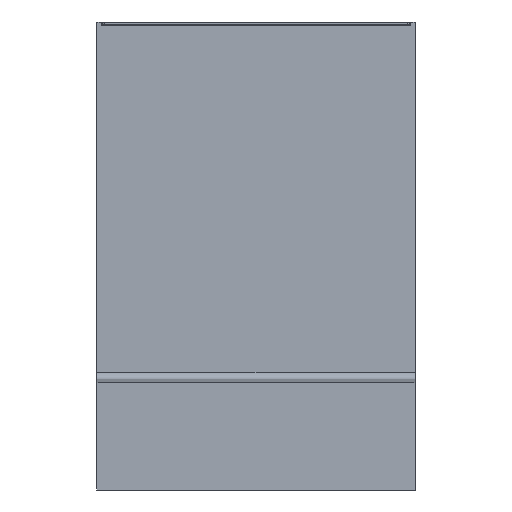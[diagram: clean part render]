
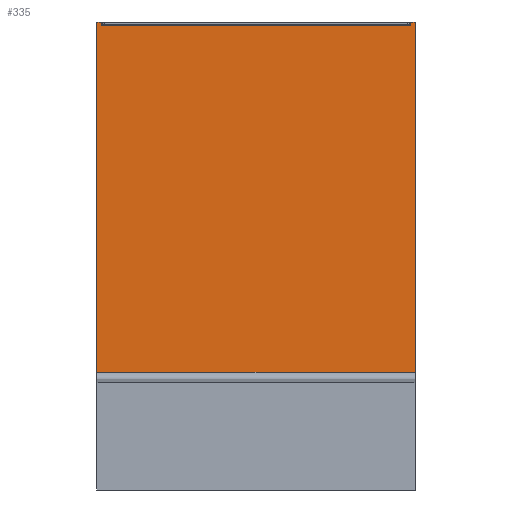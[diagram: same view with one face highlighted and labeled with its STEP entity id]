
A CAD part, front view. The second image highlights one B-rep face of the part: STEP entity #335.
In plain terms, the highlighted planar face has unit normal (0, -1, 0).
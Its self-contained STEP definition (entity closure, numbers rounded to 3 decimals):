
#9 = CARTESIAN_POINT ( 'NONE',  ( -90.2, 78.2, 244.98 ) ) ;
#15 = CARTESIAN_POINT ( 'NONE',  ( 90.2, 78.2, 36.597 ) ) ;
#68 = DIRECTION ( 'NONE',  ( 0., 0., 1. ) ) ;
#115 = CARTESIAN_POINT ( 'NONE',  ( -87.55, 78.2, 234.921 ) ) ;
#128 = ORIENTED_EDGE ( 'NONE', *, *, #167, .T. ) ;
#130 = VERTEX_POINT ( 'NONE', #15 ) ;
#143 = LINE ( 'NONE', #1021, #536 ) ;
#148 = CARTESIAN_POINT ( 'NONE',  ( -92.569, 78.2, 234.921 ) ) ;
#158 = DIRECTION ( 'NONE',  ( 0., 0., -1. ) ) ;
#167 = EDGE_CURVE ( 'NONE', #184, #1509, #778, .T. ) ;
#177 = ORIENTED_EDGE ( 'NONE', *, *, #521, .F. ) ;
#180 = CARTESIAN_POINT ( 'NONE',  ( -87.55, 78.2, 233.2 ) ) ;
#184 = VERTEX_POINT ( 'NONE', #115 ) ;
#191 = LINE ( 'NONE', #1458, #1203 ) ;
#230 = VERTEX_POINT ( 'NONE', #180 ) ;
#231 = DIRECTION ( 'NONE',  ( 0., 0., -1. ) ) ;
#235 = EDGE_LOOP ( 'NONE', ( #534, #1551, #704, #1482, #177, #532, #128, #1544 ) ) ;
#263 = CARTESIAN_POINT ( 'NONE',  ( 87.55, 78.2, 234.921 ) ) ;
#276 = VECTOR ( 'NONE', #158, 1000. ) ;
#288 = DIRECTION ( 'NONE',  ( 0., 0., 1. ) ) ;
#335 = ADVANCED_FACE ( 'NONE', ( #1326 ), #1454, .F. ) ;
#360 = CARTESIAN_POINT ( 'NONE',  ( 87.55, 78.2, 233.2 ) ) ;
#388 = LINE ( 'NONE', #892, #276 ) ;
#421 = EDGE_CURVE ( 'NONE', #654, #554, #462, .T. ) ;
#462 = LINE ( 'NONE', #578, #1336 ) ;
#521 = EDGE_CURVE ( 'NONE', #230, #554, #839, .T. ) ;
#532 = ORIENTED_EDGE ( 'NONE', *, *, #1330, .T. ) ;
#534 = ORIENTED_EDGE ( 'NONE', *, *, #698, .T. ) ;
#536 = VECTOR ( 'NONE', #651, 1000. ) ;
#554 = VERTEX_POINT ( 'NONE', #360 ) ;
#559 = VECTOR ( 'NONE', #600, 1000. ) ;
#578 = CARTESIAN_POINT ( 'NONE',  ( 87.55, 78.2, 244.98 ) ) ;
#600 = DIRECTION ( 'NONE',  ( 1., 0., 0. ) ) ;
#651 = DIRECTION ( 'NONE',  ( 1., 0., 0. ) ) ;
#654 = VERTEX_POINT ( 'NONE', #263 ) ;
#670 = VECTOR ( 'NONE', #1442, 1000. ) ;
#698 = EDGE_CURVE ( 'NONE', #992, #130, #143, .T. ) ;
#699 = DIRECTION ( 'NONE',  ( 0., 0., 1. ) ) ;
#704 = ORIENTED_EDGE ( 'NONE', *, *, #786, .T. ) ;
#778 = LINE ( 'NONE', #148, #1408 ) ;
#786 = EDGE_CURVE ( 'NONE', #1487, #654, #1317, .T. ) ;
#817 = CARTESIAN_POINT ( 'NONE',  ( -92.569, 78.2, 234.921 ) ) ;
#839 = LINE ( 'NONE', #1095, #559 ) ;
#856 = CARTESIAN_POINT ( 'NONE',  ( 544.905, 78.2, 244.98 ) ) ;
#871 = CARTESIAN_POINT ( 'NONE',  ( -90.2, 78.2, 36.597 ) ) ;
#892 = CARTESIAN_POINT ( 'NONE',  ( 90.2, 78.2, 244.98 ) ) ;
#898 = CARTESIAN_POINT ( 'NONE',  ( -90.2, 78.2, 234.921 ) ) ;
#974 = DIRECTION ( 'NONE',  ( 0., 1., 0. ) ) ;
#992 = VERTEX_POINT ( 'NONE', #871 ) ;
#997 = CARTESIAN_POINT ( 'NONE',  ( 90.2, 78.2, 234.921 ) ) ;
#1021 = CARTESIAN_POINT ( 'NONE',  ( 0., 78.2, 36.597 ) ) ;
#1037 = VECTOR ( 'NONE', #288, 1000. ) ;
#1095 = CARTESIAN_POINT ( 'NONE',  ( 544.905, 78.2, 233.2 ) ) ;
#1125 = EDGE_CURVE ( 'NONE', #992, #1509, #1281, .T. ) ;
#1152 = DIRECTION ( 'NONE',  ( -1., 0., 0. ) ) ;
#1183 = AXIS2_PLACEMENT_3D ( 'NONE', #856, #974, #68 ) ;
#1203 = VECTOR ( 'NONE', #699, 1000. ) ;
#1212 = EDGE_CURVE ( 'NONE', #1487, #130, #388, .T. ) ;
#1281 = LINE ( 'NONE', #9, #1037 ) ;
#1317 = LINE ( 'NONE', #817, #670 ) ;
#1326 = FACE_OUTER_BOUND ( 'NONE', #235, .T. ) ;
#1330 = EDGE_CURVE ( 'NONE', #230, #184, #191, .T. ) ;
#1336 = VECTOR ( 'NONE', #231, 1000. ) ;
#1408 = VECTOR ( 'NONE', #1152, 1000. ) ;
#1442 = DIRECTION ( 'NONE',  ( -1., 0., 0. ) ) ;
#1454 = PLANE ( 'NONE',  #1183 ) ;
#1458 = CARTESIAN_POINT ( 'NONE',  ( -87.55, 78.2, 244.98 ) ) ;
#1482 = ORIENTED_EDGE ( 'NONE', *, *, #421, .T. ) ;
#1487 = VERTEX_POINT ( 'NONE', #997 ) ;
#1509 = VERTEX_POINT ( 'NONE', #898 ) ;
#1544 = ORIENTED_EDGE ( 'NONE', *, *, #1125, .F. ) ;
#1551 = ORIENTED_EDGE ( 'NONE', *, *, #1212, .F. ) ;
